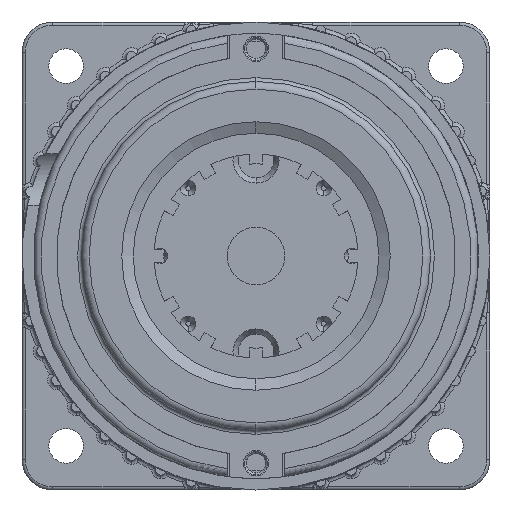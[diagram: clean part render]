
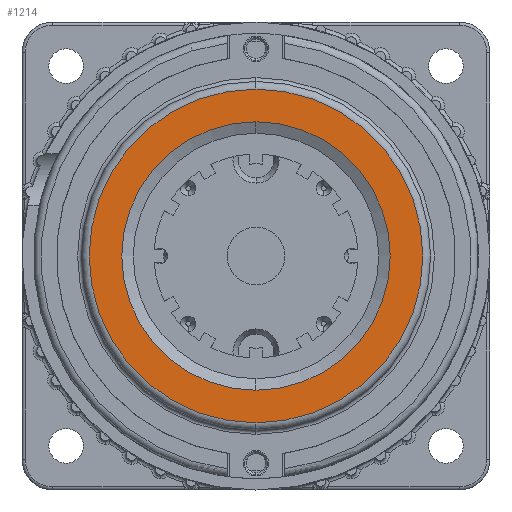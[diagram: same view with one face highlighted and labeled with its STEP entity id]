
A CAD part, front view. The second image highlights one B-rep face of the part: STEP entity #1214.
In plain terms, the highlighted face is planar.
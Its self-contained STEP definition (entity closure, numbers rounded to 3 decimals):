
#385 = ORIENTED_EDGE ( 'NONE', *, *, #5394, .F. ) ;
#603 = AXIS2_PLACEMENT_3D ( 'NONE', #8515, #14289, #21052 ) ;
#1214 = ADVANCED_FACE ( 'NONE', ( #6423, #4403 ), #15472, .T. ) ;
#2340 = VERTEX_POINT ( 'NONE', #17510 ) ;
#2682 = ORIENTED_EDGE ( 'NONE', *, *, #4907, .T. ) ;
#4403 = FACE_BOUND ( 'NONE', #8105, .T. ) ;
#4758 = VERTEX_POINT ( 'NONE', #18312 ) ;
#4907 = EDGE_CURVE ( 'NONE', #5678, #22850, #21589, .T. ) ;
#4984 = CARTESIAN_POINT ( 'NONE',  ( 2.059, 12., -7.852 ) ) ;
#5394 = EDGE_CURVE ( 'NONE', #2340, #4758, #7311, .T. ) ;
#5511 = CARTESIAN_POINT ( 'NONE',  ( 2.059, 12., -29.602 ) ) ;
#5678 = VERTEX_POINT ( 'NONE', #5511 ) ;
#6302 = DIRECTION ( 'NONE',  ( 0., 1., 0. ) ) ;
#6423 = FACE_OUTER_BOUND ( 'NONE', #23296, .T. ) ;
#7311 = CIRCLE ( 'NONE', #19774, 17.5 ) ;
#7619 = CARTESIAN_POINT ( 'NONE',  ( 2.059, 12., -7.852 ) ) ;
#8051 = DIRECTION ( 'NONE',  ( 0., 1., 0. ) ) ;
#8105 = EDGE_LOOP ( 'NONE', ( #23552, #385 ) ) ;
#8515 = CARTESIAN_POINT ( 'NONE',  ( 2.059, 12., -7.852 ) ) ;
#10737 = EDGE_CURVE ( 'NONE', #4758, #2340, #20862, .T. ) ;
#11688 = ORIENTED_EDGE ( 'NONE', *, *, #21852, .T. ) ;
#13733 = CARTESIAN_POINT ( 'NONE',  ( 2.059, 12., 13.898 ) ) ;
#14289 = DIRECTION ( 'NONE',  ( 0., 1., 0. ) ) ;
#15472 = PLANE ( 'NONE',  #18182 ) ;
#15980 = DIRECTION ( 'NONE',  ( 0., 0., 1. ) ) ;
#17302 = CARTESIAN_POINT ( 'NONE',  ( 2.059, 12., -7.852 ) ) ;
#17510 = CARTESIAN_POINT ( 'NONE',  ( 2.059, 12., -25.352 ) ) ;
#17746 = AXIS2_PLACEMENT_3D ( 'NONE', #20762, #20735, #20681 ) ;
#17803 = DIRECTION ( 'NONE',  ( 0., 1., 0. ) ) ;
#18182 = AXIS2_PLACEMENT_3D ( 'NONE', #7619, #8051, #21504 ) ;
#18312 = CARTESIAN_POINT ( 'NONE',  ( 2.059, 12., 9.648 ) ) ;
#18817 = CIRCLE ( 'NONE', #22767, 21.75 ) ;
#19127 = DIRECTION ( 'NONE',  ( 0., 0., 1. ) ) ;
#19774 = AXIS2_PLACEMENT_3D ( 'NONE', #4984, #17803, #15980 ) ;
#20681 = DIRECTION ( 'NONE',  ( 0., 0., 1. ) ) ;
#20735 = DIRECTION ( 'NONE',  ( 0., 1., 0. ) ) ;
#20762 = CARTESIAN_POINT ( 'NONE',  ( 2.059, 12., -7.852 ) ) ;
#20862 = CIRCLE ( 'NONE', #17746, 17.5 ) ;
#21052 = DIRECTION ( 'NONE',  ( 0., 0., 1. ) ) ;
#21504 = DIRECTION ( 'NONE',  ( 0., 0., 1. ) ) ;
#21589 = CIRCLE ( 'NONE', #603, 21.75 ) ;
#21852 = EDGE_CURVE ( 'NONE', #22850, #5678, #18817, .T. ) ;
#22767 = AXIS2_PLACEMENT_3D ( 'NONE', #17302, #6302, #19127 ) ;
#22850 = VERTEX_POINT ( 'NONE', #13733 ) ;
#23296 = EDGE_LOOP ( 'NONE', ( #11688, #2682 ) ) ;
#23552 = ORIENTED_EDGE ( 'NONE', *, *, #10737, .F. ) ;
